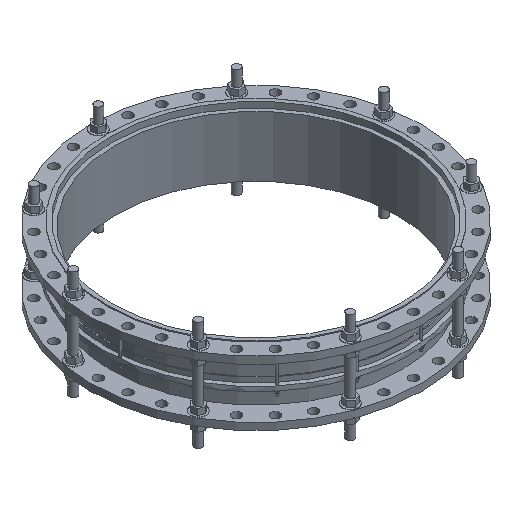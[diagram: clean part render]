
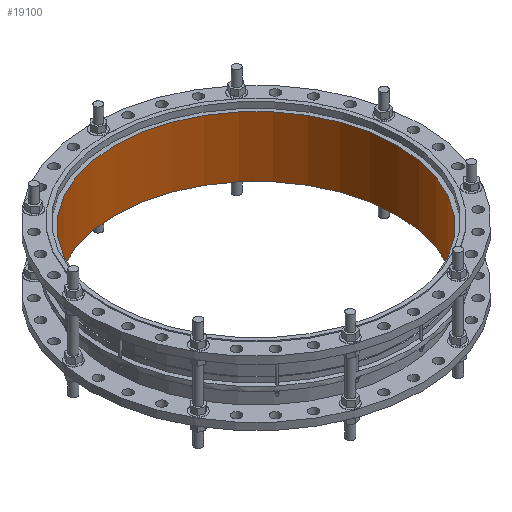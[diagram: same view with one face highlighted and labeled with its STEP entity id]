
A CAD part, isometric view. The second image highlights one B-rep face of the part: STEP entity #19100.
In plain terms, the highlighted cylindrical face has radius 710 mm (diameter 1420 mm), a full revolution.
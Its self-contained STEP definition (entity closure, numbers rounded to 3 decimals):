
#2575=FACE_OUTER_BOUND('',#3840,.T.);
#3840=EDGE_LOOP('',(#16788,#16789,#16790,#16791,#16792,#16793));
#5354=LINE('',#35409,#6887);
#6887=VECTOR('',#25265,710.);
#7353=CIRCLE('',#19517,710.);
#7354=CIRCLE('',#19518,710.);
#7967=CIRCLE('',#20827,710.);
#7968=CIRCLE('',#20828,710.);
#8198=VERTEX_POINT('',#26667);
#8199=VERTEX_POINT('',#26668);
#9632=VERTEX_POINT('',#35408);
#9633=VERTEX_POINT('',#35410);
#10095=EDGE_CURVE('',#8198,#8199,#7353,.T.);
#10096=EDGE_CURVE('',#8199,#8198,#7354,.T.);
#12146=EDGE_CURVE('',#8199,#9632,#5354,.T.);
#12147=EDGE_CURVE('',#9633,#9632,#7967,.T.);
#12148=EDGE_CURVE('',#9632,#9633,#7968,.T.);
#16788=ORIENTED_EDGE('',*,*,#10095,.F.);
#16789=ORIENTED_EDGE('',*,*,#10096,.F.);
#16790=ORIENTED_EDGE('',*,*,#12146,.T.);
#16791=ORIENTED_EDGE('',*,*,#12147,.F.);
#16792=ORIENTED_EDGE('',*,*,#12148,.F.);
#16793=ORIENTED_EDGE('',*,*,#12146,.F.);
#18251=CYLINDRICAL_SURFACE('',#20826,710.);
#19100=ADVANCED_FACE('',(#2575),#18251,.F.);
#19517=AXIS2_PLACEMENT_3D('',#26669,#21524,#21525);
#19518=AXIS2_PLACEMENT_3D('',#26670,#21526,#21527);
#20826=AXIS2_PLACEMENT_3D('',#35407,#25263,#25264);
#20827=AXIS2_PLACEMENT_3D('',#35411,#25266,#25267);
#20828=AXIS2_PLACEMENT_3D('',#35412,#25268,#25269);
#21524=DIRECTION('center_axis',(0.,0.,1.));
#21525=DIRECTION('ref_axis',(1.,0.,0.));
#21526=DIRECTION('center_axis',(0.,0.,1.));
#21527=DIRECTION('ref_axis',(1.,0.,0.));
#25263=DIRECTION('center_axis',(0.,0.,-1.));
#25264=DIRECTION('ref_axis',(0.,1.,0.));
#25265=DIRECTION('',(0.,0.,1.));
#25266=DIRECTION('center_axis',(0.,0.,-1.));
#25267=DIRECTION('ref_axis',(1.,0.,0.));
#25268=DIRECTION('center_axis',(0.,0.,-1.));
#25269=DIRECTION('ref_axis',(1.,0.,0.));
#26667=CARTESIAN_POINT('',(-710.,0.,-330.));
#26668=CARTESIAN_POINT('',(0.,-710.,-330.));
#26669=CARTESIAN_POINT('Origin',(0.,0.,-330.));
#26670=CARTESIAN_POINT('Origin',(0.,0.,-330.));
#35407=CARTESIAN_POINT('Origin',(0.,0.,-175.));
#35408=CARTESIAN_POINT('',(0.,-710.,-25.));
#35409=CARTESIAN_POINT('',(0.,-710.,-175.));
#35410=CARTESIAN_POINT('',(0.,710.,-25.));
#35411=CARTESIAN_POINT('Origin',(0.,0.,-25.));
#35412=CARTESIAN_POINT('Origin',(0.,0.,-25.));
